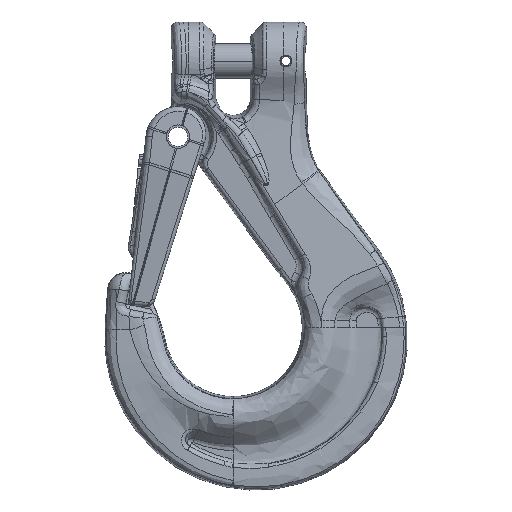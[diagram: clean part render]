
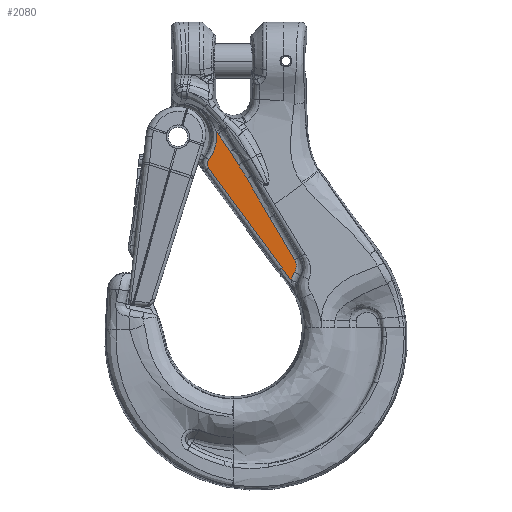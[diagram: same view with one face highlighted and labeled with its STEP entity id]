
A CAD part, top view. The second image highlights one B-rep face of the part: STEP entity #2080.
In plain terms, the highlighted planar face has unit normal (0, -0.042, 0.999).
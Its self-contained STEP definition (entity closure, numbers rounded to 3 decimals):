
#2080=ADVANCED_FACE('',(#4562),#4563,.F.);
#4562=FACE_OUTER_BOUND('',#20432,.T.);
#4563=PLANE('',#20433);
#20432=EDGE_LOOP('',(#46501,#46502,#46503,#46504,#46505,#46506,#46507,#46508,#46509,#46510,#46511,#46512));
#20433=AXIS2_PLACEMENT_3D('',#46513,#46514,#46515);
#46501=ORIENTED_EDGE('',*,*,#51720,.T.);
#46502=ORIENTED_EDGE('',*,*,#51721,.T.);
#46503=ORIENTED_EDGE('',*,*,#51722,.T.);
#46504=ORIENTED_EDGE('',*,*,#51723,.T.);
#46505=ORIENTED_EDGE('',*,*,#51724,.T.);
#46506=ORIENTED_EDGE('',*,*,#51725,.T.);
#46507=ORIENTED_EDGE('',*,*,#51726,.T.);
#46508=ORIENTED_EDGE('',*,*,#51727,.T.);
#46509=ORIENTED_EDGE('',*,*,#51728,.F.);
#46510=ORIENTED_EDGE('',*,*,#51705,.F.);
#46511=ORIENTED_EDGE('',*,*,#51622,.F.);
#46512=ORIENTED_EDGE('',*,*,#51708,.F.);
#46513=CARTESIAN_POINT('',(-5.373,6.82,3.231));
#46514=DIRECTION('',(0.,0.042,-0.999));
#46515=DIRECTION('',(-1.0,0.0,0.));
#51622=EDGE_CURVE('',#56184,#56180,#56186,.F.);
#51705=EDGE_CURVE('',#56180,#56286,#56288,.T.);
#51708=EDGE_CURVE('',#56291,#56184,#56293,.T.);
#51720=EDGE_CURVE('',#56291,#56309,#56310,.T.);
#51721=EDGE_CURVE('',#56309,#56311,#56312,.T.);
#51722=EDGE_CURVE('',#56311,#56313,#56314,.T.);
#51723=EDGE_CURVE('',#56313,#56315,#56316,.T.);
#51724=EDGE_CURVE('',#56315,#56317,#56318,.T.);
#51725=EDGE_CURVE('',#56317,#56319,#56320,.T.);
#51726=EDGE_CURVE('',#56319,#56321,#56322,.T.);
#51727=EDGE_CURVE('',#56321,#56323,#56324,.T.);
#51728=EDGE_CURVE('',#56286,#56323,#56325,.T.);
#56180=VERTEX_POINT('',#71802);
#56184=VERTEX_POINT('',#71807);
#56186=LINE('',#71809,#71810);
#56286=VERTEX_POINT('',#72353);
#56288=B_SPLINE_CURVE_WITH_KNOTS('',3,(#72355,#72356,#72357,#72358,#72359,#72360,#72361),.UNSPECIFIED.,.F.,.F.,(4,3,4),(0.,0.503,1.),.UNSPECIFIED.);
#56291=VERTEX_POINT('',#72364);
#56293=B_SPLINE_CURVE_WITH_KNOTS('',3,(#72378,#72379,#72380,#72381),.UNSPECIFIED.,.F.,.F.,(4,4),(0.26,1.),.UNSPECIFIED.);
#56309=VERTEX_POINT('',#72458);
#56310=B_SPLINE_CURVE_WITH_KNOTS('',3,(#72459,#72460,#72461,#72462),.UNSPECIFIED.,.F.,.F.,(4,4),(0.005,1.0),.UNSPECIFIED.);
#56311=VERTEX_POINT('',#72463);
#56312=B_SPLINE_CURVE_WITH_KNOTS('',3,(#72464,#72465,#72466,#72467,#72468,#72469,#72470,#72471,#72472,#72473,#72474,#72475,#72476,#72477,#72478,#72479,#72480,#72481,#72482,#72483,#72484,#72485,#72486,#72487,#72488),.UNSPECIFIED.,.F.,.F.,(4,3,3,3,3,3,3,3,4),(0.0,0.12,0.246,0.25,0.371,0.5,0.622,0.75,1.),.UNSPECIFIED.);
#56313=VERTEX_POINT('',#72489);
#56314=LINE('',#72490,#72491);
#56315=VERTEX_POINT('',#72492);
#56316=ELLIPSE('',#72493,29.022,2.5);
#56317=VERTEX_POINT('',#72494);
#56318=ELLIPSE('',#72495,33.536,3.302);
#56319=VERTEX_POINT('',#72496);
#56320=B_SPLINE_CURVE_WITH_KNOTS('',3,(#72497,#72498,#72499,#72500,#72501,#72502,#72503,#72504),.UNSPECIFIED.,.F.,.F.,(4,2,2,4),(0.004,0.288,0.549,1.0),.UNSPECIFIED.);
#56321=VERTEX_POINT('',#72505);
#56322=B_SPLINE_CURVE_WITH_KNOTS('',3,(#72506,#72507,#72508,#72509,#72510,#72511,#72512),.UNSPECIFIED.,.F.,.F.,(4,3,4),(0.0,0.831,1.),.UNSPECIFIED.);
#56323=VERTEX_POINT('',#72513);
#56324=CIRCLE('',#72514,36.305);
#56325=B_SPLINE_CURVE_WITH_KNOTS('',3,(#72515,#72516,#72517,#72518,#72519),.UNSPECIFIED.,.F.,.F.,(4,1,4),(0.,0.555,0.776),.UNSPECIFIED.);
#71802=CARTESIAN_POINT('',(-5.307,34.689,4.393));
#71807=CARTESIAN_POINT('',(10.651,12.924,3.485));
#71809=CARTESIAN_POINT('',(-5.307,34.689,4.393));
#71810=VECTOR('',#85114,10.0);
#72353=CARTESIAN_POINT('',(-5.31,36.469,4.467));
#72355=CARTESIAN_POINT('',(-5.307,34.689,4.393));
#72356=CARTESIAN_POINT('',(-5.498,34.948,4.403));
#72357=CARTESIAN_POINT('',(-5.605,35.268,4.417));
#72358=CARTESIAN_POINT('',(-5.606,35.588,4.43));
#72359=CARTESIAN_POINT('',(-5.606,35.904,4.443));
#72360=CARTESIAN_POINT('',(-5.503,36.219,4.456));
#72361=CARTESIAN_POINT('',(-5.31,36.469,4.467));
#72364=CARTESIAN_POINT('',(12.624,10.203,3.372));
#72378=CARTESIAN_POINT('',(12.624,10.203,3.372));
#72379=CARTESIAN_POINT('',(11.971,11.113,3.41));
#72380=CARTESIAN_POINT('',(11.313,12.02,3.447));
#72381=CARTESIAN_POINT('',(10.651,12.924,3.485));
#72458=CARTESIAN_POINT('',(13.372,12.028,3.448));
#72459=CARTESIAN_POINT('',(12.624,10.203,3.372));
#72460=CARTESIAN_POINT('',(12.794,10.839,3.398));
#72461=CARTESIAN_POINT('',(13.043,11.447,3.424));
#72462=CARTESIAN_POINT('',(13.372,12.027,3.448));
#72463=CARTESIAN_POINT('',(13.351,14.682,3.558));
#72464=CARTESIAN_POINT('',(13.373,12.029,3.448));
#72465=CARTESIAN_POINT('',(13.427,12.124,3.452));
#72466=CARTESIAN_POINT('',(13.474,12.224,3.456));
#72467=CARTESIAN_POINT('',(13.515,12.326,3.46));
#72468=CARTESIAN_POINT('',(13.558,12.433,3.465));
#72469=CARTESIAN_POINT('',(13.594,12.543,3.469));
#72470=CARTESIAN_POINT('',(13.623,12.656,3.474));
#72471=CARTESIAN_POINT('',(13.624,12.66,3.474));
#72472=CARTESIAN_POINT('',(13.625,12.664,3.474));
#72473=CARTESIAN_POINT('',(13.626,12.668,3.475));
#72474=CARTESIAN_POINT('',(13.653,12.778,3.479));
#72475=CARTESIAN_POINT('',(13.674,12.889,3.484));
#72476=CARTESIAN_POINT('',(13.687,13.,3.488));
#72477=CARTESIAN_POINT('',(13.702,13.118,3.493));
#72478=CARTESIAN_POINT('',(13.708,13.237,3.498));
#72479=CARTESIAN_POINT('',(13.707,13.358,3.503));
#72480=CARTESIAN_POINT('',(13.707,13.472,3.508));
#72481=CARTESIAN_POINT('',(13.699,13.584,3.513));
#72482=CARTESIAN_POINT('',(13.684,13.696,3.517));
#72483=CARTESIAN_POINT('',(13.669,13.814,3.522));
#72484=CARTESIAN_POINT('',(13.646,13.931,3.527));
#72485=CARTESIAN_POINT('',(13.615,14.047,3.532));
#72486=CARTESIAN_POINT('',(13.555,14.272,3.541));
#72487=CARTESIAN_POINT('',(13.467,14.485,3.55));
#72488=CARTESIAN_POINT('',(13.351,14.682,3.558));
#72489=CARTESIAN_POINT('',(7.924,23.849,3.941));
#72490=CARTESIAN_POINT('',(13.351,14.683,3.558));
#72491=VECTOR('',#85180,10.659);
#72492=CARTESIAN_POINT('',(3.044,32.402,4.297));
#72493=AXIS2_PLACEMENT_3D('',#85181,#85182,#85183);
#72494=CARTESIAN_POINT('',(1.141,35.427,4.423));
#72495=AXIS2_PLACEMENT_3D('',#85184,#85185,#85186);
#72496=CARTESIAN_POINT('',(-0.653,38.28,4.542));
#72497=CARTESIAN_POINT('',(1.141,35.427,4.423));
#72498=CARTESIAN_POINT('',(1.004,35.642,4.432));
#72499=CARTESIAN_POINT('',(0.858,35.872,4.442));
#72500=CARTESIAN_POINT('',(0.558,36.345,4.462));
#72501=CARTESIAN_POINT('',(0.407,36.584,4.472));
#72502=CARTESIAN_POINT('',(-0.028,37.277,4.501));
#72503=CARTESIAN_POINT('',(-0.328,37.758,4.521));
#72504=CARTESIAN_POINT('',(-0.653,38.279,4.542));
#72505=CARTESIAN_POINT('',(-3.269,42.15,4.704));
#72506=CARTESIAN_POINT('',(-0.654,38.28,4.542));
#72507=CARTESIAN_POINT('',(-1.388,39.459,4.592));
#72508=CARTESIAN_POINT('',(-2.086,40.52,4.636));
#72509=CARTESIAN_POINT('',(-2.822,41.541,4.678));
#72510=CARTESIAN_POINT('',(-2.972,41.749,4.687));
#72511=CARTESIAN_POINT('',(-3.121,41.952,4.695));
#72512=CARTESIAN_POINT('',(-3.269,42.15,4.704));
#72513=CARTESIAN_POINT('',(-3.659,42.662,4.725));
#72514=AXIS2_PLACEMENT_3D('',#85187,#85188,#85189);
#72515=CARTESIAN_POINT('',(-5.31,36.469,4.467));
#72516=CARTESIAN_POINT('',(-4.354,37.714,4.519));
#72517=CARTESIAN_POINT('',(-3.537,39.839,4.607));
#72518=CARTESIAN_POINT('',(-3.58,42.042,4.699));
#72519=CARTESIAN_POINT('',(-3.661,42.66,4.725));
#85114=DIRECTION('',(0.591,-0.806,-0.034));
#85180=DIRECTION('',(-0.509,0.86,0.036));
#85181=CARTESIAN_POINT('',(11.868,22.13,3.869));
#85182=DIRECTION('',(0.,0.042,-0.999));
#85183=DIRECTION('',(-0.518,0.855,0.036));
#85184=CARTESIAN_POINT('',(-1.349,46.036,4.866));
#85185=DIRECTION('',(0.,0.042,-0.999));
#85186=DIRECTION('',(-0.499,0.866,0.036));
#85187=CARTESIAN_POINT('',(-32.339,20.419,3.798));
#85188=DIRECTION('',(0.,-0.042,0.999));
#85189=DIRECTION('',(0.79,0.613,0.026));
